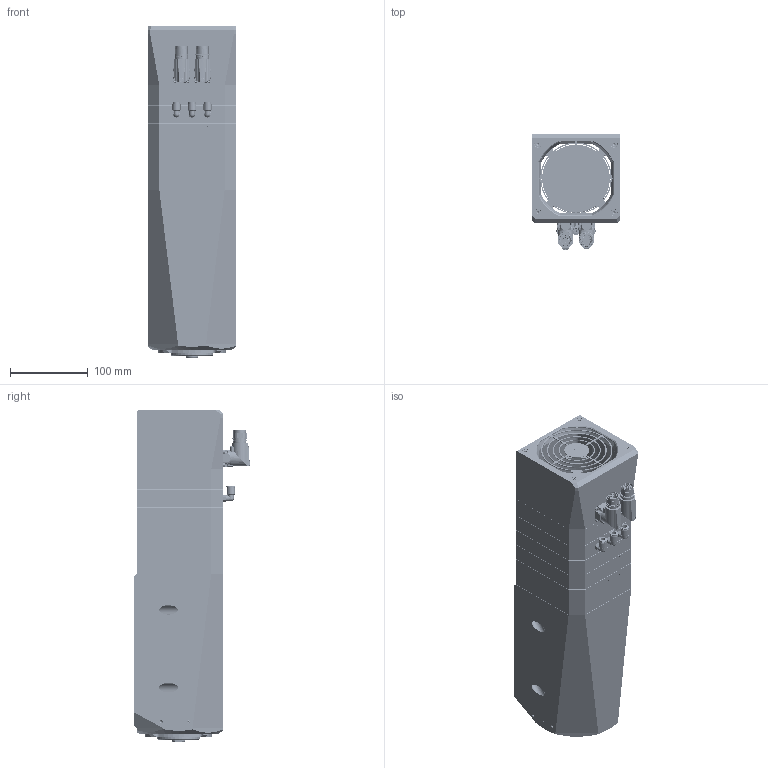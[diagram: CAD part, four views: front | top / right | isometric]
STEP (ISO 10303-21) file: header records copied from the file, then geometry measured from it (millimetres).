
FILE_DESCRIPTION (( 'STEP AP214' ), '1' );
FILE_NAME ('A00232.STEP', '2023-09-18T15:05:22', ( '' ), ( '' ), 'SwSTEP 2.0', 'SolidWorks 2020', '' );
FILE_SCHEMA (( 'AUTOMOTIVE_DESIGN' ));
Length unit declared in the file: millimetre
Products named in the file (1): A00232
Bounding box: 114 x 148.5 x 427.05 mm (x, y, z)
Surface area: 855014.3 mm2 (no closed solid volume)
Topology: 0 solids, 125 shells, 5347 faces, 13559 edges, 8502 vertices
Faces by surface type: cylinder 2103, plane 1613, cone 1035, torus 304, bspline 280, sphere 12
Entity records: 222092 total; most frequent: CARTESIAN_POINT 56862, ORIENTED_EDGE 26317, DIRECTION 26112, EDGE_CURVE 13300, AXIS2_PLACEMENT_3D 10021, VERTEX_POINT 8502, LINE 6070, VECTOR 6070
